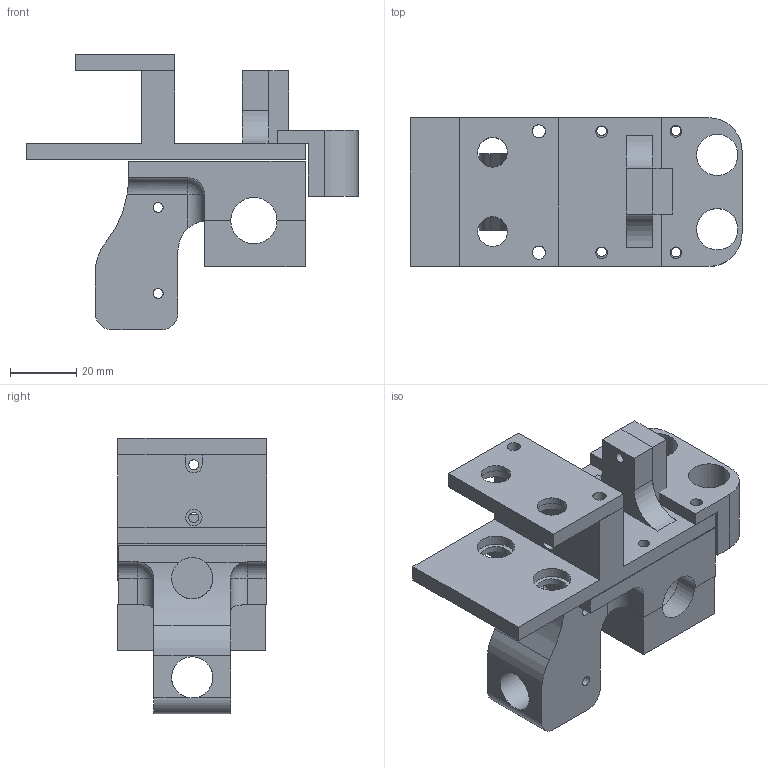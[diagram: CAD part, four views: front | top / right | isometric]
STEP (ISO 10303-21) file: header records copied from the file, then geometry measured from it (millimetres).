
FILE_DESCRIPTION(/* description */ (''),/* implementation_level */ '2;1');
FILE_NAME(/* name */ 'YCarriage.stp',/* time_stamp */ '2014-06-26T21:32:40+02:00',/* author */ (''),/* organization */ (''),/* preprocessor_version */ 'ST-DEVELOPER v15.6',/* originating_system */ 'Autodesk Translator Framework v3.0.0.6910',/* authorisation */ '');
FILE_SCHEMA (('AUTOMOTIVE_DESIGN { 1 0 10303 214 3 1 1 }'));
Length unit declared in the file: centimetre
Products named in the file (10): Component8; Component12; Bottom; Component10; Top; Idler; Carriage; Component11; test v1; y-carriage v31
Bounding box: 100.5 x 45.12 x 83.38 mm (x, y, z)
Volume: 99744 mm3; surface area: 43472.5 mm2
Topology: 6 solids, 6 shells, 140 faces, 382 edges, 255 vertices
Faces by surface type: plane 73, cylinder 65, sphere 2
Full cylindrical faces by diameter (mm): 2.9 x4, 3 x6, 3.5 x10, 4 x8, 5 x1, 9 x4, 11.4 x4, 12.5 x4
Entity records: 4754 total; most frequent: CARTESIAN_POINT 1024, DIRECTION 756, ORIENTED_EDGE 658, EDGE_CURVE 329, AXIS2_PLACEMENT_3D 284, EDGE_LOOP 254, VERTEX_POINT 243, LINE 188
